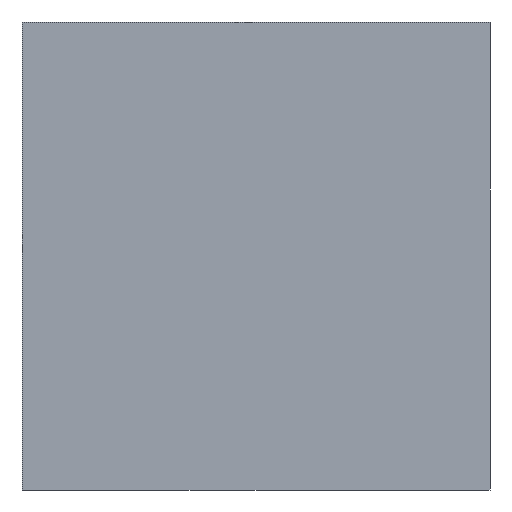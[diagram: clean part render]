
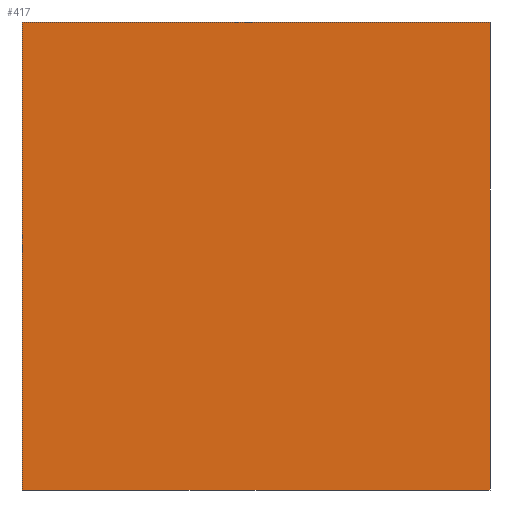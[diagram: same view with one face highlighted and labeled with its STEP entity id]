
A CAD part, front view. The second image highlights one B-rep face of the part: STEP entity #417.
In plain terms, the highlighted planar face has unit normal (0, -1, 0).
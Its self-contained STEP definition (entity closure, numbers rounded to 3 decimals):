
#382=CARTESIAN_POINT('POINT44',(-22.5,-25.,-22.5));
#383=VERTEX_POINT('VERTEX44',#382);
#384=CARTESIAN_POINT('POINT45',(-22.5,-25.,22.5));
#385=VERTEX_POINT('VERTEX45',#384);
#386=B_SPLINE_CURVE_WITH_KNOTS('SPLINE_CRV44',1,(#387,#388),
   .UNSPECIFIED.,.F.,.F.,(2,2),(0.,1.),.UNSPECIFIED.);
#387=CARTESIAN_POINT('',(-22.5,-25.,-22.5));
#388=CARTESIAN_POINT('',(-22.5,-25.,22.5));
#389=EDGE_CURVE('EDGE44',#383,#385,#386,.T.);
#390=ORIENTED_EDGE('COEDGE44',*,*,#389,.F.);
#391=CARTESIAN_POINT('POINT46',(22.5,-25.,-22.5));
#392=VERTEX_POINT('VERTEX46',#391);
#393=B_SPLINE_CURVE_WITH_KNOTS('SPLINE_CRV45',1,(#394,#395),
   .UNSPECIFIED.,.F.,.F.,(2,2),(0.,1.),.UNSPECIFIED.);
#394=CARTESIAN_POINT('',(22.5,-25.,-22.5));
#395=CARTESIAN_POINT('',(-22.5,-25.,-22.5));
#396=EDGE_CURVE('EDGE45',#392,#383,#393,.T.);
#397=ORIENTED_EDGE('COEDGE45',*,*,#396,.F.);
#398=CARTESIAN_POINT('POINT47',(22.5,-25.,22.5));
#399=VERTEX_POINT('VERTEX47',#398);
#400=B_SPLINE_CURVE_WITH_KNOTS('SPLINE_CRV46',1,(#401,#402),
   .UNSPECIFIED.,.F.,.F.,(2,2),(0.,1.),.UNSPECIFIED.);
#401=CARTESIAN_POINT('',(22.5,-25.,22.5));
#402=CARTESIAN_POINT('',(22.5,-25.,-22.5));
#403=EDGE_CURVE('EDGE46',#399,#392,#400,.T.);
#404=ORIENTED_EDGE('COEDGE46',*,*,#403,.F.);
#405=B_SPLINE_CURVE_WITH_KNOTS('SPLINE_CRV47',1,(#406,#407),
   .UNSPECIFIED.,.F.,.F.,(2,2),(0.,1.),.UNSPECIFIED.);
#406=CARTESIAN_POINT('',(-22.5,-25.,22.5));
#407=CARTESIAN_POINT('',(22.5,-25.,22.5));
#408=EDGE_CURVE('EDGE47',#385,#399,#405,.T.);
#409=ORIENTED_EDGE('COEDGE47',*,*,#408,.F.);
#410=EDGE_LOOP('NONE',(#390,#397,#404,#409));
#411=FACE_BOUND('LOOP1',#410,.T.);
#412=CARTESIAN_POINT('POS11',(0.,-25.,0.));
#413=DIRECTION('DIR21',(0.,-1.,0.));
#414=DIRECTION('DIR22',(1.,0.,0.));
#415=AXIS2_PLACEMENT_3D('AXIS11',#412,#413,#414);
#416=PLANE('PLANE11',#415);
#417=ADVANCED_FACE('FACE11',(#411),#416,.T.);
